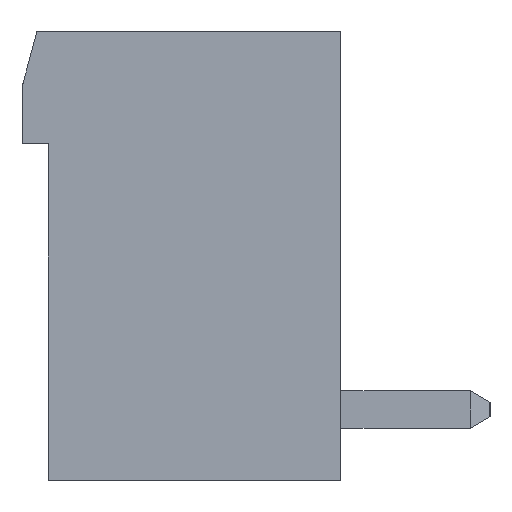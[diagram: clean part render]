
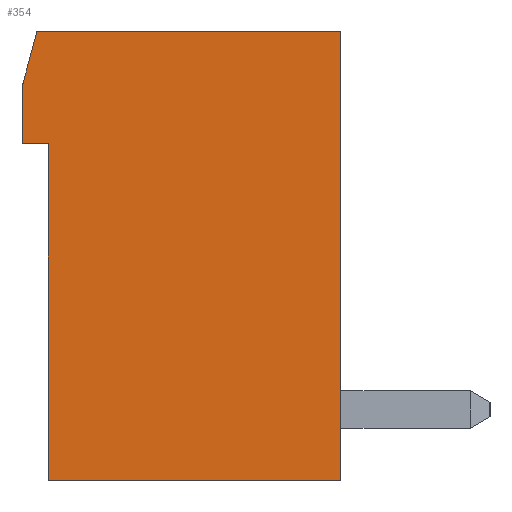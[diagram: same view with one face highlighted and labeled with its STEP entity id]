
A CAD part, left-side view. The second image highlights one B-rep face of the part: STEP entity #354.
In plain terms, the highlighted planar face has unit normal (-1, 0, 0).
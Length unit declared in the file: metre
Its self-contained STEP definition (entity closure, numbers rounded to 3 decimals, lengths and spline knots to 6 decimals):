
#354=ADVANCED_FACE('',(#987),#988,.F.);
#987=FACE_OUTER_BOUND('',#1913,.T.);
#988=PLANE('',#1914);
#1913=EDGE_LOOP('',(#2933,#2934,#2935,#2936,#2937,#2938,#2939));
#1914=AXIS2_PLACEMENT_3D('',#2940,#2941,#2942);
#2933=ORIENTED_EDGE('',*,*,#5598,.F.);
#2934=ORIENTED_EDGE('',*,*,#5599,.T.);
#2935=ORIENTED_EDGE('',*,*,#5600,.F.);
#2936=ORIENTED_EDGE('',*,*,#5601,.F.);
#2937=ORIENTED_EDGE('',*,*,#5602,.T.);
#2938=ORIENTED_EDGE('',*,*,#5603,.F.);
#2939=ORIENTED_EDGE('',*,*,#5604,.F.);
#2940=CARTESIAN_POINT('',(-0.05495,0.,0.));
#2941=DIRECTION('',(1.0,0.0,0.));
#2942=DIRECTION('',(0.0,1.0,0.0));
#5598=EDGE_CURVE('',#6705,#6706,#6707,.T.);
#5599=EDGE_CURVE('',#6705,#6708,#6709,.T.);
#5600=EDGE_CURVE('',#6710,#6708,#6711,.T.);
#5601=EDGE_CURVE('',#6712,#6710,#6713,.T.);
#5602=EDGE_CURVE('',#6712,#6714,#6715,.T.);
#5603=EDGE_CURVE('',#6716,#6714,#6717,.T.);
#5604=EDGE_CURVE('',#6706,#6716,#6718,.T.);
#6705=VERTEX_POINT('',#8332);
#6706=VERTEX_POINT('',#8333);
#6707=LINE('',#8334,#8335);
#6708=VERTEX_POINT('',#8336);
#6709=LINE('',#8337,#8338);
#6710=VERTEX_POINT('',#8339);
#6711=LINE('',#8340,#8341);
#6712=VERTEX_POINT('',#8342);
#6713=LINE('',#8343,#8344);
#6714=VERTEX_POINT('',#8345);
#6715=LINE('',#8346,#8347);
#6716=VERTEX_POINT('',#8348);
#6717=LINE('',#8349,#8350);
#6718=LINE('',#8351,#8352);
#8332=CARTESIAN_POINT('',(-0.05495,0.0078,-0.012));
#8333=CARTESIAN_POINT('',(-0.05495,0.0078,-0.003));
#8334=CARTESIAN_POINT('',(-0.05495,0.0078,-0.0098));
#8335=VECTOR('',#10524,1.0);
#8336=CARTESIAN_POINT('',(-0.05495,0.,-0.012));
#8337=CARTESIAN_POINT('',(-0.05495,0.0078,-0.012));
#8338=VECTOR('',#10525,1.0);
#8339=CARTESIAN_POINT('',(-0.05495,0.,0.));
#8340=CARTESIAN_POINT('',(-0.05495,0.,0.));
#8341=VECTOR('',#10526,1.0);
#8342=CARTESIAN_POINT('',(-0.05495,0.0081,0.));
#8343=CARTESIAN_POINT('',(-0.05495,0.0081,0.));
#8344=VECTOR('',#10527,1.0);
#8345=CARTESIAN_POINT('',(-0.05495,0.0085,-0.001493));
#8346=CARTESIAN_POINT('',(-0.05495,0.0081,0.));
#8347=VECTOR('',#10528,1.0);
#8348=CARTESIAN_POINT('',(-0.05495,0.0085,-0.003));
#8349=CARTESIAN_POINT('',(-0.05495,0.0085,-0.003));
#8350=VECTOR('',#10529,1.0);
#8351=CARTESIAN_POINT('',(-0.05495,0.0081,-0.003));
#8352=VECTOR('',#10530,1.0);
#10524=DIRECTION('',(0.,0.,1.0));
#10525=DIRECTION('',(0.,-1.0,0.));
#10526=DIRECTION('',(0.,0.,-1.0));
#10527=DIRECTION('',(0.,-1.0,0.));
#10528=DIRECTION('',(0.,0.259,-0.966));
#10529=DIRECTION('',(0.,0.,1.0));
#10530=DIRECTION('',(0.,1.0,0.));
